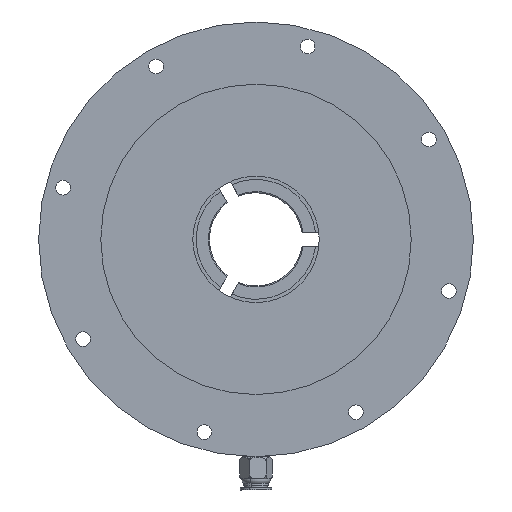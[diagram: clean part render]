
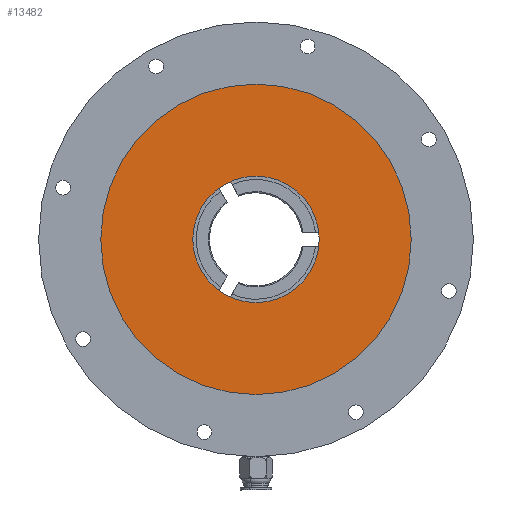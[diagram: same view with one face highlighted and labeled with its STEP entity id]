
A CAD part, front view. The second image highlights one B-rep face of the part: STEP entity #13482.
In plain terms, the highlighted planar face has unit normal (0, -1, 0).
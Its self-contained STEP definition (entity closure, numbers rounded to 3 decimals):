
#155 = AXIS2_PLACEMENT_3D ( 'NONE', #30652, #8998, #18506 ) ;
#1403 = CIRCLE ( 'NONE', #2053, 70. ) ;
#2053 = AXIS2_PLACEMENT_3D ( 'NONE', #12458, #21167, #33500 ) ;
#2307 = FACE_OUTER_BOUND ( 'NONE', #26018, .T. ) ;
#2591 = AXIS2_PLACEMENT_3D ( 'NONE', #29239, #13872, #23163 ) ;
#2873 = ORIENTED_EDGE ( 'NONE', *, *, #5072, .T. ) ;
#4040 = CARTESIAN_POINT ( 'NONE',  ( 0., 4., -70. ) ) ;
#4721 = CARTESIAN_POINT ( 'NONE',  ( 0., 4., -28.5 ) ) ;
#5072 = EDGE_CURVE ( 'NONE', #34434, #15472, #1403, .T. ) ;
#7051 = AXIS2_PLACEMENT_3D ( 'NONE', #25176, #9788, #31462 ) ;
#7495 = EDGE_CURVE ( 'NONE', #9331, #23250, #21260, .T. ) ;
#8998 = DIRECTION ( 'NONE',  ( 0., 1., 0. ) ) ;
#9102 = EDGE_CURVE ( 'NONE', #23250, #9331, #22763, .T. ) ;
#9331 = VERTEX_POINT ( 'NONE', #4721 ) ;
#9431 = CARTESIAN_POINT ( 'NONE',  ( 0., 4., 28.5 ) ) ;
#9788 = DIRECTION ( 'NONE',  ( 0., 1., 0. ) ) ;
#11431 = PLANE ( 'NONE',  #36374 ) ;
#12458 = CARTESIAN_POINT ( 'NONE',  ( 0., 4., 0. ) ) ;
#13482 = ADVANCED_FACE ( 'NONE', ( #39724, #2307 ), #11431, .T. ) ;
#13872 = DIRECTION ( 'NONE',  ( 0., -1., 0. ) ) ;
#15472 = VERTEX_POINT ( 'NONE', #23339 ) ;
#17923 = DIRECTION ( 'NONE',  ( 0., -1., 0. ) ) ;
#18506 = DIRECTION ( 'NONE',  ( 0., 0., -1. ) ) ;
#19722 = EDGE_LOOP ( 'NONE', ( #23854, #29846 ) ) ;
#21167 = DIRECTION ( 'NONE',  ( 0., -1., 0. ) ) ;
#21260 = CIRCLE ( 'NONE', #7051, 28.5 ) ;
#22763 = CIRCLE ( 'NONE', #155, 28.5 ) ;
#23163 = DIRECTION ( 'NONE',  ( 0., 0., -1. ) ) ;
#23250 = VERTEX_POINT ( 'NONE', #9431 ) ;
#23339 = CARTESIAN_POINT ( 'NONE',  ( 0., 4., 70. ) ) ;
#23854 = ORIENTED_EDGE ( 'NONE', *, *, #7495, .T. ) ;
#23928 = ORIENTED_EDGE ( 'NONE', *, *, #29825, .T. ) ;
#25176 = CARTESIAN_POINT ( 'NONE',  ( 0., 4., 0. ) ) ;
#26018 = EDGE_LOOP ( 'NONE', ( #2873, #23928 ) ) ;
#29239 = CARTESIAN_POINT ( 'NONE',  ( 0., 4., 0. ) ) ;
#29825 = EDGE_CURVE ( 'NONE', #15472, #34434, #38128, .T. ) ;
#29846 = ORIENTED_EDGE ( 'NONE', *, *, #9102, .T. ) ;
#30255 = DIRECTION ( 'NONE',  ( 0., 0., -1. ) ) ;
#30652 = CARTESIAN_POINT ( 'NONE',  ( 0., 4., 0. ) ) ;
#31462 = DIRECTION ( 'NONE',  ( 0., 0., -1. ) ) ;
#33088 = CARTESIAN_POINT ( 'NONE',  ( 28.5, 4., 0. ) ) ;
#33500 = DIRECTION ( 'NONE',  ( 0., 0., -1. ) ) ;
#34434 = VERTEX_POINT ( 'NONE', #4040 ) ;
#36374 = AXIS2_PLACEMENT_3D ( 'NONE', #33088, #17923, #30255 ) ;
#38128 = CIRCLE ( 'NONE', #2591, 70. ) ;
#39724 = FACE_BOUND ( 'NONE', #19722, .T. ) ;
